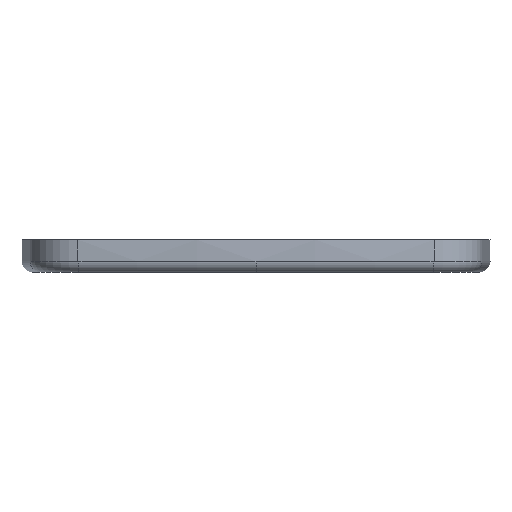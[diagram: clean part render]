
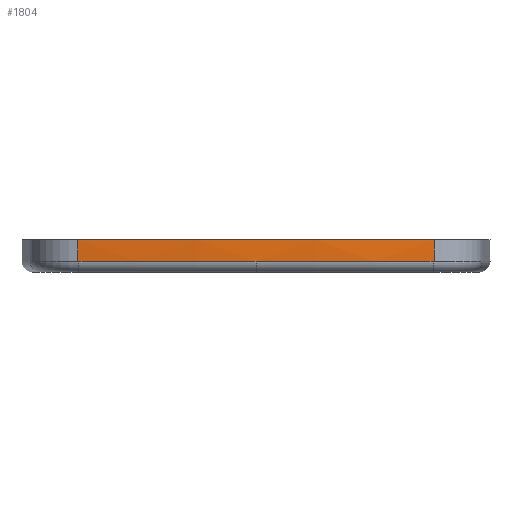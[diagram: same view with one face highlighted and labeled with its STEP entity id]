
A CAD part, left-side view. The second image highlights one B-rep face of the part: STEP entity #1804.
In plain terms, the highlighted cylindrical face has radius 136.802 mm (diameter 273.604 mm), a partial arc.
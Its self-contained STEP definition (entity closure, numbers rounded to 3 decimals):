
#69 = AXIS2_PLACEMENT_3D ( 'NONE', #4193, #3157, #138 ) ;
#89 = CARTESIAN_POINT ( 'NONE',  ( -20.527, 16.285, -0.5 ) ) ;
#138 = DIRECTION ( 'NONE',  ( 1., 0., 0. ) ) ;
#217 = DIRECTION ( 'NONE',  ( 0., 0., 1. ) ) ;
#242 = AXIS2_PLACEMENT_3D ( 'NONE', #3889, #217, #1881 ) ;
#321 = DIRECTION ( 'NONE',  ( -1., 0., 0. ) ) ;
#370 = EDGE_CURVE ( 'NONE', #2154, #4077, #4213, .T. ) ;
#427 = EDGE_LOOP ( 'NONE', ( #2353, #537, #1732, #4182, #1141 ) ) ;
#438 = CIRCLE ( 'NONE', #1925, 136.802 ) ;
#537 = ORIENTED_EDGE ( 'NONE', *, *, #2702, .T. ) ;
#614 = VECTOR ( 'NONE', #3519, 1000. ) ;
#783 = VERTEX_POINT ( 'NONE', #2710 ) ;
#1141 = ORIENTED_EDGE ( 'NONE', *, *, #3019, .F. ) ;
#1264 = CIRCLE ( 'NONE', #3807, 136.802 ) ;
#1379 = DIRECTION ( 'NONE',  ( 0., 0., 1. ) ) ;
#1532 = CARTESIAN_POINT ( 'NONE',  ( -20.527, 16.285, -1.5 ) ) ;
#1687 = VECTOR ( 'NONE', #1929, 1000. ) ;
#1711 = DIRECTION ( 'NONE',  ( 1., 0., 0. ) ) ;
#1732 = ORIENTED_EDGE ( 'NONE', *, *, #3823, .T. ) ;
#1773 = VERTEX_POINT ( 'NONE', #3689 ) ;
#1804 = ADVANCED_FACE ( 'NONE', ( #3582 ), #2695, .T. ) ;
#1814 = CARTESIAN_POINT ( 'NONE',  ( -20.527, 16.285, 1.5 ) ) ;
#1881 = DIRECTION ( 'NONE',  ( -1., 0., 0. ) ) ;
#1905 = CARTESIAN_POINT ( 'NONE',  ( -20.527, -16.285, -1.5 ) ) ;
#1925 = AXIS2_PLACEMENT_3D ( 'NONE', #2319, #3325, #321 ) ;
#1929 = DIRECTION ( 'NONE',  ( 0., 0., 1. ) ) ;
#2060 = CIRCLE ( 'NONE', #242, 136.802 ) ;
#2154 = VERTEX_POINT ( 'NONE', #1814 ) ;
#2231 = CARTESIAN_POINT ( 'NONE',  ( -20.527, -16.285, 1.5 ) ) ;
#2319 = CARTESIAN_POINT ( 'NONE',  ( 115.302, 0., -0.5 ) ) ;
#2353 = ORIENTED_EDGE ( 'NONE', *, *, #370, .T. ) ;
#2680 = LINE ( 'NONE', #1905, #1687 ) ;
#2695 = CYLINDRICAL_SURFACE ( 'NONE', #69, 136.802 ) ;
#2702 = EDGE_CURVE ( 'NONE', #4077, #783, #2060, .T. ) ;
#2710 = CARTESIAN_POINT ( 'NONE',  ( -21.5, 0., -0.5 ) ) ;
#2917 = VERTEX_POINT ( 'NONE', #2231 ) ;
#3019 = EDGE_CURVE ( 'NONE', #2154, #2917, #1264, .T. ) ;
#3157 = DIRECTION ( 'NONE',  ( 0., 0., 1. ) ) ;
#3325 = DIRECTION ( 'NONE',  ( 0., 0., 1. ) ) ;
#3519 = DIRECTION ( 'NONE',  ( 0., 0., -1. ) ) ;
#3582 = FACE_OUTER_BOUND ( 'NONE', #427, .T. ) ;
#3689 = CARTESIAN_POINT ( 'NONE',  ( -20.527, -16.285, -0.5 ) ) ;
#3759 = EDGE_CURVE ( 'NONE', #1773, #2917, #2680, .T. ) ;
#3807 = AXIS2_PLACEMENT_3D ( 'NONE', #4041, #1379, #1711 ) ;
#3823 = EDGE_CURVE ( 'NONE', #783, #1773, #438, .T. ) ;
#3889 = CARTESIAN_POINT ( 'NONE',  ( 115.302, 0., -0.5 ) ) ;
#4041 = CARTESIAN_POINT ( 'NONE',  ( 115.302, 0., 1.5 ) ) ;
#4077 = VERTEX_POINT ( 'NONE', #89 ) ;
#4182 = ORIENTED_EDGE ( 'NONE', *, *, #3759, .T. ) ;
#4193 = CARTESIAN_POINT ( 'NONE',  ( 115.302, 0., -1.5 ) ) ;
#4213 = LINE ( 'NONE', #1532, #614 ) ;
